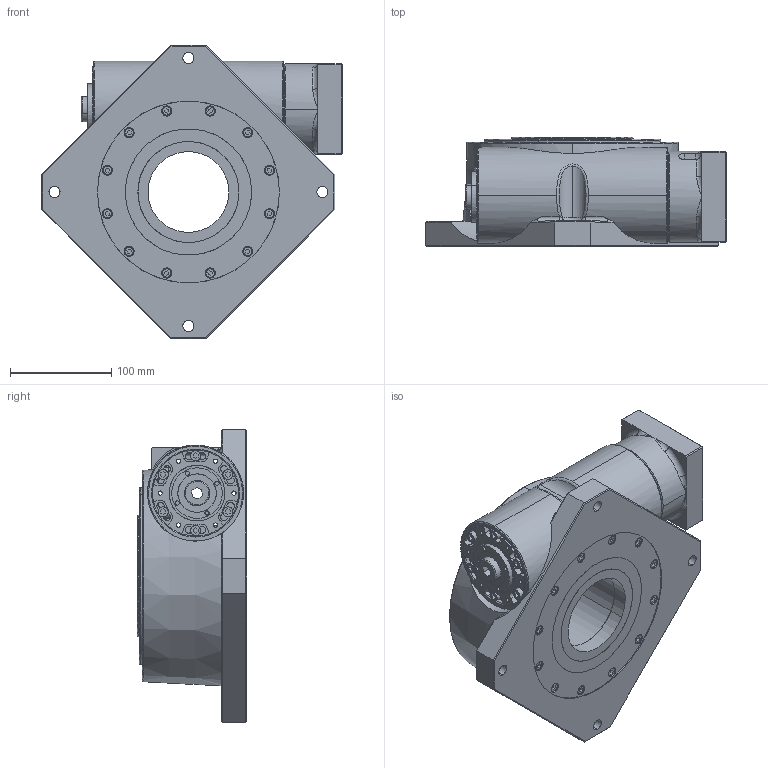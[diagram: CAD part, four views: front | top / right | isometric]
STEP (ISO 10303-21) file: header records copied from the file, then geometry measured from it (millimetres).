
FILE_DESCRIPTION (( 'STEP AP214' ), '1' );
FILE_NAME ('HC82HP-20R-80100-M6-22.STEP', '2022-06-25T02:48:20', ( 'Windows User' ), ( 'P R C' ), 'SwSTEP 2.0', 'SolidWorks 2020', '' );
FILE_SCHEMA (( 'AUTOMOTIVE_DESIGN' ));
Length unit declared in the file: millimetre
Products named in the file (1): HC82HP-20R-80100-M6-22
Bounding box: 296.95 x 108 x 289.9 mm (x, y, z)
Surface area: 351553 mm2 (no closed solid volume)
Topology: 0 solids, 83 shells, 1059 faces, 2879 edges, 1910 vertices
Faces by surface type: plane 518, cylinder 374, torus 128, cone 26, bspline 13
Entity records: 47101 total; most frequent: CARTESIAN_POINT 8193, DIRECTION 6034, ORIENTED_EDGE 5086, EDGE_CURVE 2869, AXIS2_PLACEMENT_3D 2225, VERTEX_POINT 1910, VECTOR 1584, LINE 1584
